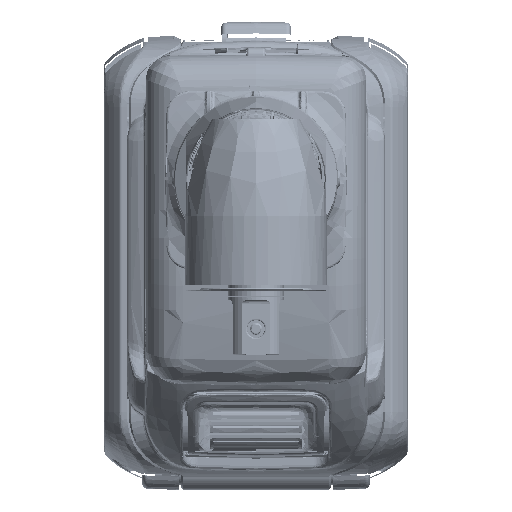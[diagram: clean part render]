
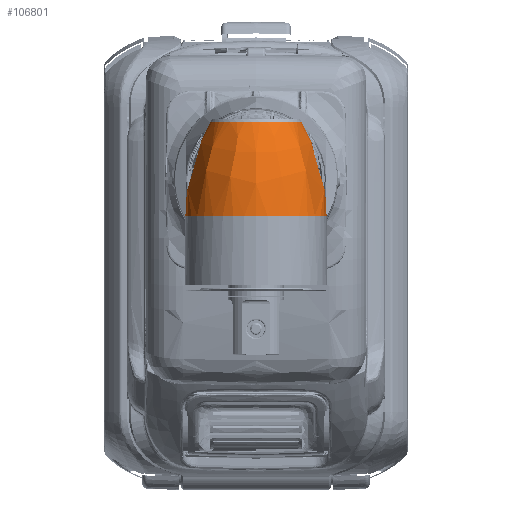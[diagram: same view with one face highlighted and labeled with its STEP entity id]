
A CAD part, top view. The second image highlights one B-rep face of the part: STEP entity #106801.
In plain terms, the highlighted free-form (B-spline) face has degree [3, 3] with [7, 4] control points.
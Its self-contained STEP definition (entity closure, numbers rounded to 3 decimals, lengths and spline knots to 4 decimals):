
#94468=CARTESIAN_POINT('',(0.,0.584,11.984));
#94469=DIRECTION('',(0.,1.,0.));
#94470=DIRECTION('',(-0.738,0.,-0.675));
#94471=AXIS2_PLACEMENT_3D('',#94468,#94469,#94470);
#94473=CARTESIAN_POINT('',(0.,-0.416,11.984));
#94474=DIRECTION('',(0.,1.,0.));
#94475=DIRECTION('',(0.,0.,1.));
#94476=AXIS2_PLACEMENT_3D('',#94473,#94474,#94475);
#94482=CARTESIAN_POINT('',(0.,-0.416,11.984));
#94483=DIRECTION('',(0.,-1.,0.));
#94484=DIRECTION('',(0.,0.,1.));
#94485=AXIS2_PLACEMENT_3D('',#94482,#94483,#94484);
#94592=CARTESIAN_POINT('',(0.3583,0.584,
11.656));
#94593=CARTESIAN_POINT('',(0.3843,0.5646,
11.6678));
#94594=CARTESIAN_POINT('',(0.4309,0.5243,
11.6918));
#94595=CARTESIAN_POINT('',(0.4858,0.4645,
11.7248));
#94596=CARTESIAN_POINT('',(0.5301,0.4057,
11.7538));
#94597=CARTESIAN_POINT('',(0.5655,0.3487,
11.7766));
#94598=CARTESIAN_POINT('',(0.5938,0.2936,
11.7922));
#94599=CARTESIAN_POINT('',(0.6179,0.2365,
11.8001));
#94600=CARTESIAN_POINT('',(0.6387,0.1734,
11.7975));
#94601=CARTESIAN_POINT('',(0.6546,0.1056,
11.7819));
#94602=CARTESIAN_POINT('',(0.6646,0.0344,
11.7547));
#94603=CARTESIAN_POINT('',(0.6682,-0.0423,
11.7173));
#94604=CARTESIAN_POINT('',(0.6635,-0.1248,
11.6711));
#94605=CARTESIAN_POINT('',(0.6485,-0.2139,
11.6172));
#94606=CARTESIAN_POINT('',(0.6197,-0.3103,
11.5562));
#94607=CARTESIAN_POINT('',(0.5874,-0.3804,
11.5107));
#94608=CARTESIAN_POINT('',(0.567,-0.416,
11.4873));
#94662=CARTESIAN_POINT('',(-0.567,-0.416,
11.4873));
#94663=CARTESIAN_POINT('',(-0.5873,-0.3805,
11.5106));
#94664=CARTESIAN_POINT('',(-0.6195,-0.3108,
11.5559));
#94665=CARTESIAN_POINT('',(-0.6483,-0.2148,
11.6166));
#94666=CARTESIAN_POINT('',(-0.6634,-0.126,
11.6704));
#94667=CARTESIAN_POINT('',(-0.6681,-0.0439,
11.7164));
#94668=CARTESIAN_POINT('',(-0.6648,0.0325,
11.7539));
#94669=CARTESIAN_POINT('',(-0.655,0.1033,
11.7811));
#94670=CARTESIAN_POINT('',(-0.6394,0.1709,
11.7971));
#94671=CARTESIAN_POINT('',(-0.6187,0.2343,
11.8002));
#94672=CARTESIAN_POINT('',(-0.5946,0.2919,
11.7926));
#94673=CARTESIAN_POINT('',(-0.5662,0.3475,
11.7771));
#94674=CARTESIAN_POINT('',(-0.5308,0.4047,
11.7542));
#94675=CARTESIAN_POINT('',(-0.4864,0.4639,
11.7252));
#94676=CARTESIAN_POINT('',(-0.4313,0.5239,
11.6919));
#94677=CARTESIAN_POINT('',(-0.3845,0.5645,
11.6678));
#94678=CARTESIAN_POINT('',(-0.3583,0.584,
11.656));
#105008=VERTEX_POINT('',#94592);
#105009=VERTEX_POINT('',#94608);
#105012=VERTEX_POINT('',#94662);
#105013=VERTEX_POINT('',#94678);
#105016=CARTESIAN_POINT('',(0.,-0.416,12.7378));
#105017=VERTEX_POINT('',#105016);
#106761=CARTESIAN_POINT('',(-0.5065,-0.4369,
11.426));
#106762=CARTESIAN_POINT('',(-0.5091,-0.0694,
11.4231));
#106763=CARTESIAN_POINT('',(-0.4452,0.2857,
11.4936));
#106764=CARTESIAN_POINT('',(-0.3194,0.6021,
11.6321));
#106765=CARTESIAN_POINT('',(-1.1117,-0.4369,
11.9752));
#106766=CARTESIAN_POINT('',(-1.1174,-0.0694,
11.9752));
#106767=CARTESIAN_POINT('',(-0.977,0.2857,
11.9763));
#106768=CARTESIAN_POINT('',(-0.701,0.6021,
11.9785));
#106769=CARTESIAN_POINT('',(-0.8173,-0.4369,
12.7376));
#106770=CARTESIAN_POINT('',(-0.8214,-0.0694,
12.7415));
#106771=CARTESIAN_POINT('',(-0.7183,0.2857,
12.6464));
#106772=CARTESIAN_POINT('',(-0.5154,0.6021,
12.4592));
#106773=CARTESIAN_POINT('',(0.,-0.4369,12.7376));
#106774=CARTESIAN_POINT('',(0.,-0.0694,12.7415));
#106775=CARTESIAN_POINT('',(0.,0.2857,12.6464));
#106776=CARTESIAN_POINT('',(0.,0.6021,12.4592));
#106777=CARTESIAN_POINT('',(0.8173,-0.4369,
12.7376));
#106778=CARTESIAN_POINT('',(0.8214,-0.0694,
12.7415));
#106779=CARTESIAN_POINT('',(0.7183,0.2857,
12.6464));
#106780=CARTESIAN_POINT('',(0.5154,0.6021,
12.4592));
#106781=CARTESIAN_POINT('',(1.1117,-0.4369,
11.9752));
#106782=CARTESIAN_POINT('',(1.1174,-0.0694,
11.9752));
#106783=CARTESIAN_POINT('',(0.977,0.2857,
11.9763));
#106784=CARTESIAN_POINT('',(0.701,0.6021,
11.9785));
#106785=CARTESIAN_POINT('',(0.5065,-0.4369,
11.426));
#106786=CARTESIAN_POINT('',(0.5091,-0.0694,
11.4231));
#106787=CARTESIAN_POINT('',(0.4452,0.2857,
11.4936));
#106788=CARTESIAN_POINT('',(0.3194,0.6021,
11.6321));
#106789=(BOUNDED_SURFACE()B_SPLINE_SURFACE(3,3,((#106761,#106762,#106763,
#106764),(#106765,#106766,#106767,#106768),(#106769,#106770,#106771,#106772),(
#106773,#106774,#106775,#106776),(#106777,#106778,#106779,#106780),(#106781,
#106782,#106783,#106784),(#106785,#106786,#106787,#106788)),.UNSPECIFIED.,.F.,
.F.,.F.)B_SPLINE_SURFACE_WITH_KNOTS((4,3,4),(4,4),(0.,1.,2.),(0.,1.),
.UNSPECIFIED.)GEOMETRIC_REPRESENTATION_ITEM()RATIONAL_B_SPLINE_SURFACE(((
1.498,1.461,1.461,1.498),(
0.859,0.838,0.838,0.859),(
0.859,0.838,0.838,0.859),(
1.498,1.461,1.461,1.498),(
0.859,0.838,0.838,0.859),(
0.859,0.838,0.838,0.859),(
1.498,1.461,1.461,1.498)))REPRESENTATION_ITEM('')SURFACE());
#106791=ORIENTED_EDGE('',*,*,#106790,.T.);
#106793=ORIENTED_EDGE('',*,*,#106792,.F.);
#106795=ORIENTED_EDGE('',*,*,#106794,.T.);
#106797=ORIENTED_EDGE('',*,*,#106796,.T.);
#106798=ORIENTED_EDGE('',*,*,#106754,.T.);
#106799=EDGE_LOOP('',(#106791,#106793,#106795,#106797,#106798));
#106800=FACE_OUTER_BOUND('',#106799,.F.);
#106801=ADVANCED_FACE('',(#106800),#106789,.T.);
#94472=CIRCLE('',#94471,0.4858);
#94477=CIRCLE('',#94476,0.7538);
#94486=CIRCLE('',#94485,0.7538);
#94609=B_SPLINE_CURVE_WITH_KNOTS('',3,(#94592,#94593,#94594,#94595,#94596,
#94597,#94598,#94599,#94600,#94601,#94602,#94603,#94604,#94605,#94606,#94607,
#94608),.UNSPECIFIED.,.F.,.F.,(4,1,1,1,1,1,1,1,1,1,1,1,1,1,4),(0.,
0.0714,0.1429,0.2143,0.2857,
0.3571,0.4286,0.5,0.5714,0.6429,
0.7143,0.7857,0.8571,0.9286,1.),
.UNSPECIFIED.);
#94679=B_SPLINE_CURVE_WITH_KNOTS('',3,(#94662,#94663,#94664,#94665,#94666,
#94667,#94668,#94669,#94670,#94671,#94672,#94673,#94674,#94675,#94676,#94677,
#94678),.UNSPECIFIED.,.F.,.F.,(4,1,1,1,1,1,1,1,1,1,1,1,1,1,4),(0.,
0.0714,0.1429,0.2143,0.2857,
0.3571,0.4286,0.5,0.5714,0.6429,
0.7143,0.7857,0.8571,0.9286,1.),
.UNSPECIFIED.);
#106754=EDGE_CURVE('',#105013,#105008,#94472,.T.);
#106790=EDGE_CURVE('',#105008,#105009,#94609,.T.);
#106792=EDGE_CURVE('',#105017,#105009,#94477,.T.);
#106794=EDGE_CURVE('',#105017,#105012,#94486,.T.);
#106796=EDGE_CURVE('',#105012,#105013,#94679,.T.);
